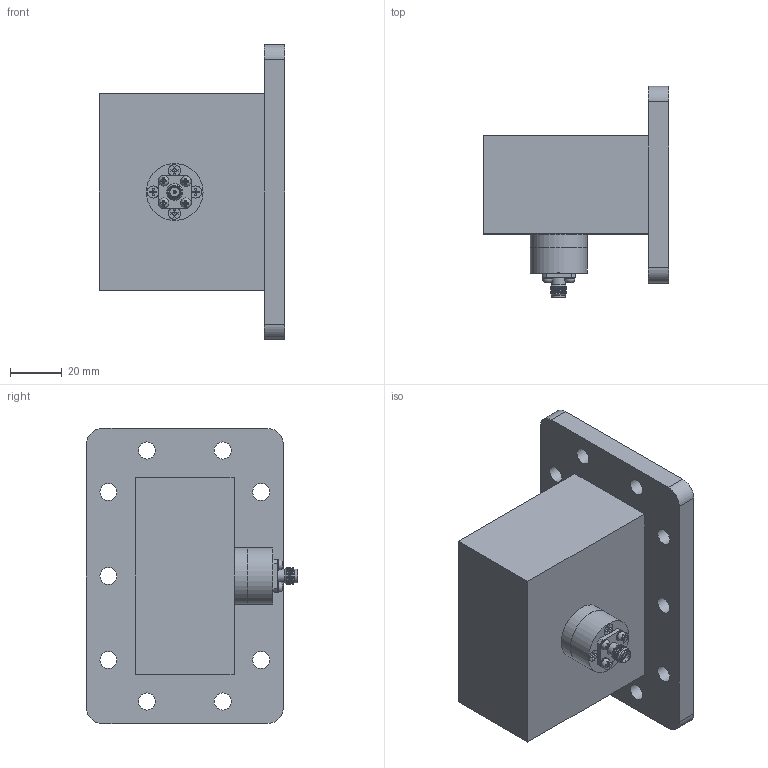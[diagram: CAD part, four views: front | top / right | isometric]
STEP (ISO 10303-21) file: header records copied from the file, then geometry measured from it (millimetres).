
FILE_DESCRIPTION (( 'STEP AP214' ), '1' );
FILE_NAME ('FMWCA1082_3D.STEP', '2020-05-19T20:44:16', ( '' ), ( '' ), 'SwSTEP 2.0', 'SolidWorks 2018', '' );
FILE_SCHEMA (( 'AUTOMOTIVE_DESIGN' ));
Length unit declared in the file: inch
Products named in the file (1): FMWCA1082_3D
Bounding box: 72 x 81.75 x 114.27 mm (x, y, z)
Volume: 87025.7 mm3; surface area: 52315.8 mm2
Topology: 1 solids, 5 shells, 215 faces, 532 edges, 342 vertices
Faces by surface type: plane 151, cylinder 39, cone 20, torus 5
Full cylindrical faces by diameter (mm): 1 x1, 1.259 x4, 1.3 x1, 3.974 x4, 4.3 x1, 4.6 x1, 4.671 x4, 5.257 x1, 5.338 x1, 6.605 x10, 21.935 x1, 22.001 x2
Entity records: 6070 total; most frequent: CARTESIAN_POINT 1214, DIRECTION 956, ORIENTED_EDGE 924, EDGE_CURVE 462, VERTEX_POINT 328, AXIS2_PLACEMENT_3D 326, EDGE_LOOP 306, VECTOR 304
